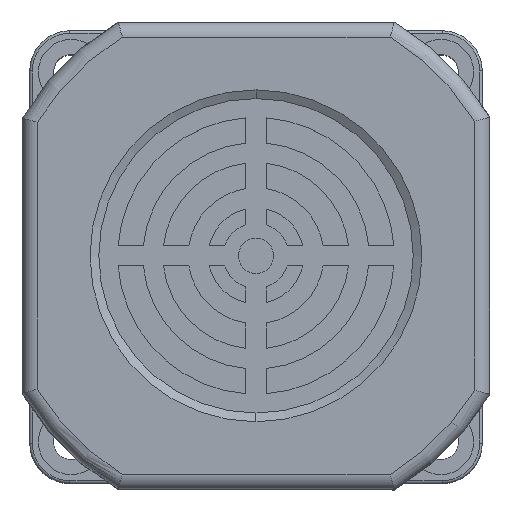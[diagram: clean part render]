
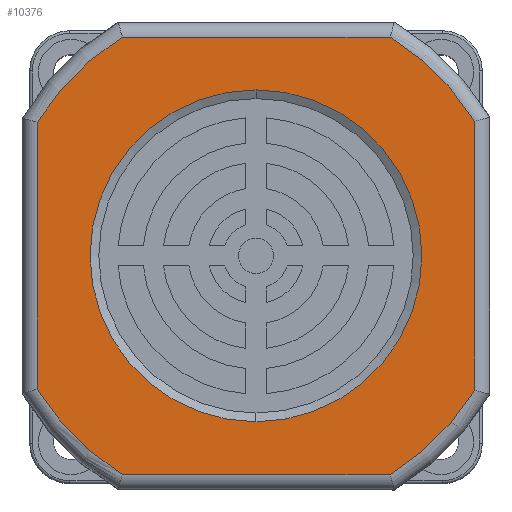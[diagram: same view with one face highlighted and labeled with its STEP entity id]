
A CAD part, top view. The second image highlights one B-rep face of the part: STEP entity #10376.
In plain terms, the highlighted face is planar.
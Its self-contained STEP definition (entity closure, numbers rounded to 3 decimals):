
#4 = DIRECTION ( 'NONE',  ( 0., 0., 1. ) ) ;
#74 = VERTEX_POINT ( 'NONE', #14329 ) ;
#142 = VERTEX_POINT ( 'NONE', #15305 ) ;
#160 = ORIENTED_EDGE ( 'NONE', *, *, #7007, .T. ) ;
#171 = ORIENTED_EDGE ( 'NONE', *, *, #5776, .T. ) ;
#195 = VERTEX_POINT ( 'NONE', #15335 ) ;
#222 = VERTEX_POINT ( 'NONE', #15377 ) ;
#315 = VERTEX_POINT ( 'NONE', #15382 ) ;
#400 = ORIENTED_EDGE ( 'NONE', *, *, #13141, .F. ) ;
#428 = ORIENTED_EDGE ( 'NONE', *, *, #6105, .T. ) ;
#446 = CIRCLE ( 'NONE', #5836, 51. ) ;
#668 = CIRCLE ( 'NONE', #5957, 33. ) ;
#1685 = VERTEX_POINT ( 'NONE', #9098 ) ;
#2052 = VECTOR ( 'NONE', #17388, 1000. ) ;
#2056 = VERTEX_POINT ( 'NONE', #7639 ) ;
#2310 = VERTEX_POINT ( 'NONE', #6863 ) ;
#2345 = VERTEX_POINT ( 'NONE', #6456 ) ;
#2807 = DIRECTION ( 'NONE',  ( 0., 0., 1. ) ) ;
#2950 = DIRECTION ( 'NONE',  ( 1., 0., 0. ) ) ;
#3674 = EDGE_CURVE ( 'NONE', #2345, #2310, #7610, .T. ) ;
#3925 = LINE ( 'NONE', #16990, #2052 ) ;
#3979 = CIRCLE ( 'NONE', #7328, 51. ) ;
#4252 = CIRCLE ( 'NONE', #4430, 51. ) ;
#4375 = EDGE_CURVE ( 'NONE', #2056, #195, #16864, .T. ) ;
#4430 = AXIS2_PLACEMENT_3D ( 'NONE', #6650, #17073, #4 ) ;
#4607 = EDGE_CURVE ( 'NONE', #2310, #2056, #3979, .T. ) ;
#4618 = ORIENTED_EDGE ( 'NONE', *, *, #4607, .T. ) ;
#4854 = AXIS2_PLACEMENT_3D ( 'NONE', #6395, #7810, #9328 ) ;
#5301 = CIRCLE ( 'NONE', #4854, 51. ) ;
#5660 = CARTESIAN_POINT ( 'NONE',  ( -43.5, 0., 0. ) ) ;
#5722 = EDGE_CURVE ( 'NONE', #10070, #1685, #668, .T. ) ;
#5776 = EDGE_CURVE ( 'NONE', #315, #2345, #446, .T. ) ;
#5836 = AXIS2_PLACEMENT_3D ( 'NONE', #9494, #9668, #9695 ) ;
#5957 = AXIS2_PLACEMENT_3D ( 'NONE', #15744, #15808, #16013 ) ;
#6105 = EDGE_CURVE ( 'NONE', #74, #142, #4252, .T. ) ;
#6171 = EDGE_CURVE ( 'NONE', #195, #222, #5301, .T. ) ;
#6309 = EDGE_CURVE ( 'NONE', #222, #74, #3925, .T. ) ;
#6395 = CARTESIAN_POINT ( 'NONE',  ( 0.05, 0., 0. ) ) ;
#6456 = CARTESIAN_POINT ( 'NONE',  ( -43.5, 0., 26.54 ) ) ;
#6650 = CARTESIAN_POINT ( 'NONE',  ( 0.05, 0., 0. ) ) ;
#6658 = ORIENTED_EDGE ( 'NONE', *, *, #3674, .T. ) ;
#6662 = ORIENTED_EDGE ( 'NONE', *, *, #6171, .T. ) ;
#6863 = CARTESIAN_POINT ( 'NONE',  ( -43.5, 0., -26.54 ) ) ;
#7007 = EDGE_CURVE ( 'NONE', #142, #315, #16806, .T. ) ;
#7030 = ORIENTED_EDGE ( 'NONE', *, *, #5722, .F. ) ;
#7044 = PLANE ( 'NONE',  #17313 ) ;
#7051 = ORIENTED_EDGE ( 'NONE', *, *, #6309, .T. ) ;
#7194 = CARTESIAN_POINT ( 'NONE',  ( 0.05, 0., -43.5 ) ) ;
#7328 = AXIS2_PLACEMENT_3D ( 'NONE', #16805, #7800, #18151 ) ;
#7569 = VECTOR ( 'NONE', #8567, 1000. ) ;
#7610 = LINE ( 'NONE', #5660, #7569 ) ;
#7639 = CARTESIAN_POINT ( 'NONE',  ( -26.572, 0., -43.5 ) ) ;
#7800 = DIRECTION ( 'NONE',  ( 0., -1., 0. ) ) ;
#7810 = DIRECTION ( 'NONE',  ( 0., -1., 0. ) ) ;
#7899 = FACE_BOUND ( 'NONE', #15460, .T. ) ;
#7968 = FACE_OUTER_BOUND ( 'NONE', #17836, .T. ) ;
#8567 = DIRECTION ( 'NONE',  ( 0., 0., -1. ) ) ;
#8665 = CARTESIAN_POINT ( 'NONE',  ( 0.05, 0., 43.5 ) ) ;
#8796 = DIRECTION ( 'NONE',  ( -1., 0., 0. ) ) ;
#9098 = CARTESIAN_POINT ( 'NONE',  ( 0., 0., 33. ) ) ;
#9328 = DIRECTION ( 'NONE',  ( 0., 0., 1. ) ) ;
#9494 = CARTESIAN_POINT ( 'NONE',  ( 0.05, 0., 0. ) ) ;
#9668 = DIRECTION ( 'NONE',  ( 0., -1., 0. ) ) ;
#9690 = ORIENTED_EDGE ( 'NONE', *, *, #4375, .T. ) ;
#9695 = DIRECTION ( 'NONE',  ( 0., 0., 1. ) ) ;
#10070 = VERTEX_POINT ( 'NONE', #17301 ) ;
#10376 = ADVANCED_FACE ( 'NONE', ( #7968, #7899 ), #7044, .F. ) ;
#11256 = DIRECTION ( 'NONE',  ( 0., 0., -1. ) ) ;
#11443 = DIRECTION ( 'NONE',  ( 0., -1., 0. ) ) ;
#11582 = CARTESIAN_POINT ( 'NONE',  ( 0., 0., 0. ) ) ;
#13059 = DIRECTION ( 'NONE',  ( 0., 1., 0. ) ) ;
#13141 = EDGE_CURVE ( 'NONE', #1685, #10070, #13929, .T. ) ;
#13177 = CARTESIAN_POINT ( 'NONE',  ( 0.05, 0., 0. ) ) ;
#13929 = CIRCLE ( 'NONE', #17531, 33. ) ;
#14329 = CARTESIAN_POINT ( 'NONE',  ( 43.5, 0., 26.705 ) ) ;
#15305 = CARTESIAN_POINT ( 'NONE',  ( 26.673, 0., 43.5 ) ) ;
#15335 = CARTESIAN_POINT ( 'NONE',  ( 26.673, 0., -43.5 ) ) ;
#15377 = CARTESIAN_POINT ( 'NONE',  ( 43.5, 0., -26.705 ) ) ;
#15382 = CARTESIAN_POINT ( 'NONE',  ( -26.572, 0., 43.5 ) ) ;
#15460 = EDGE_LOOP ( 'NONE', ( #7030, #400 ) ) ;
#15744 = CARTESIAN_POINT ( 'NONE',  ( 0., 0., 0. ) ) ;
#15808 = DIRECTION ( 'NONE',  ( 0., -1., 0. ) ) ;
#16013 = DIRECTION ( 'NONE',  ( 0., 0., -1. ) ) ;
#16749 = VECTOR ( 'NONE', #8796, 1000. ) ;
#16805 = CARTESIAN_POINT ( 'NONE',  ( 0.05, 0., 0. ) ) ;
#16806 = LINE ( 'NONE', #8665, #16749 ) ;
#16864 = LINE ( 'NONE', #7194, #17061 ) ;
#16990 = CARTESIAN_POINT ( 'NONE',  ( 43.5, 0., 0. ) ) ;
#17061 = VECTOR ( 'NONE', #2950, 1000. ) ;
#17073 = DIRECTION ( 'NONE',  ( 0., -1., 0. ) ) ;
#17301 = CARTESIAN_POINT ( 'NONE',  ( 0., 0., -33. ) ) ;
#17313 = AXIS2_PLACEMENT_3D ( 'NONE', #13177, #13059, #2807 ) ;
#17388 = DIRECTION ( 'NONE',  ( 0., 0., 1. ) ) ;
#17531 = AXIS2_PLACEMENT_3D ( 'NONE', #11582, #11443, #11256 ) ;
#17836 = EDGE_LOOP ( 'NONE', ( #6658, #4618, #9690, #6662, #7051, #428, #160, #171 ) ) ;
#18151 = DIRECTION ( 'NONE',  ( 0., 0., 1. ) ) ;
